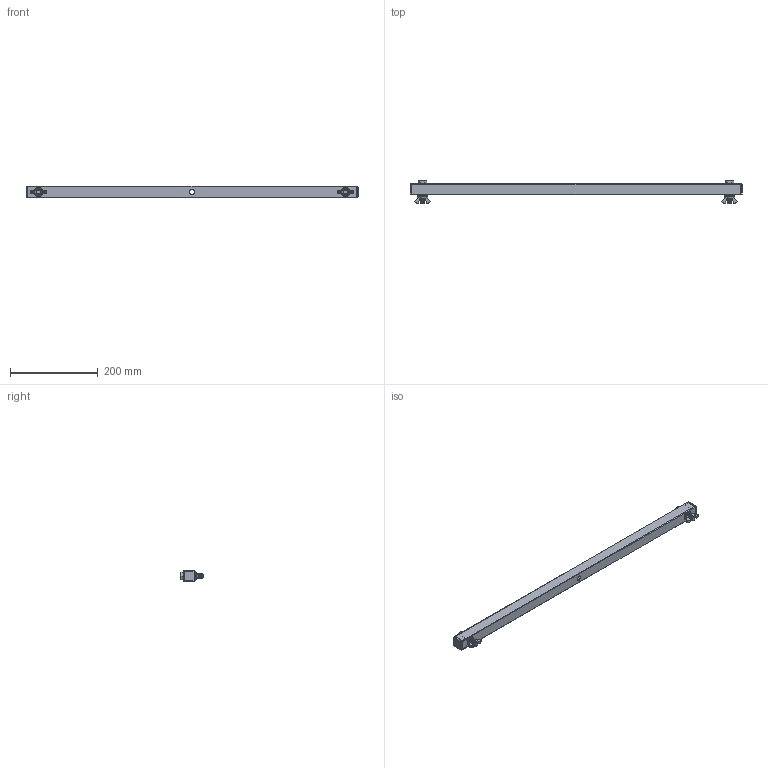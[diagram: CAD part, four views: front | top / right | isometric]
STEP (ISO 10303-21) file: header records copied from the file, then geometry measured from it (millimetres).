
FILE_DESCRIPTION (( 'STEP AP203' ), '1' );
FILE_NAME ('T43000.STEP', '2018-07-27T08:32:16', ( '' ), ( '' ), 'SwSTEP 2.0', 'SolidWorks 2016', '' );
FILE_SCHEMA (( 'CONFIG_CONTROL_DESIGN' ));
Length unit declared in the file: millimetre
Products named in the file (7): TH1785_TH1785; T43000; S1650_S1650; Single Coil Rectangular Section Spring Washer_Doughty Fastners_Rectangular section spring washer BS 4464 - 10 (Type B); Hex Screw GradeC_Doughty Fastners_ISO 4018 - M10 x 45-WS; F882_DIN 315-M12-GT-C-N; B Washer_Bright washer BS 4320 - M10 (Form B)
Assembly tree (11 placements, depth 2):
  T43000
    TH1785_TH1785
    Hex Screw GradeC_Doughty Fastners_ISO 4018 - M10 x 45-WS  x2
    B Washer_Bright washer BS 4320 - M10 (Form B)  x2
    Single Coil Rectangular Section Spring Washer_Doughty Fastners_Rectangular section spring washer BS 4464 - 10 (Type B)  x2
    F882_DIN 315-M12-GT-C-N  x2
    S1650_S1650  x2
Bounding box: 757 x 52.29 x 25.4 mm (x, y, z)
Volume: 118438.4 mm3; surface area: 159518.2 mm2
Topology: 11 solids, 11 shells, 724 faces, 1784 edges, 1060 vertices
Faces by surface type: cone 308, cylinder 216, plane 96, bspline 48, torus 32, sphere 24
Entity records: 12589 total; most frequent: CARTESIAN_POINT 2707, DIRECTION 2068, ORIENTED_EDGE 1832, EDGE_CURVE 916, AXIS2_PLACEMENT_3D 859, VERTEX_POINT 554, CIRCLE 494, EDGE_LOOP 394
